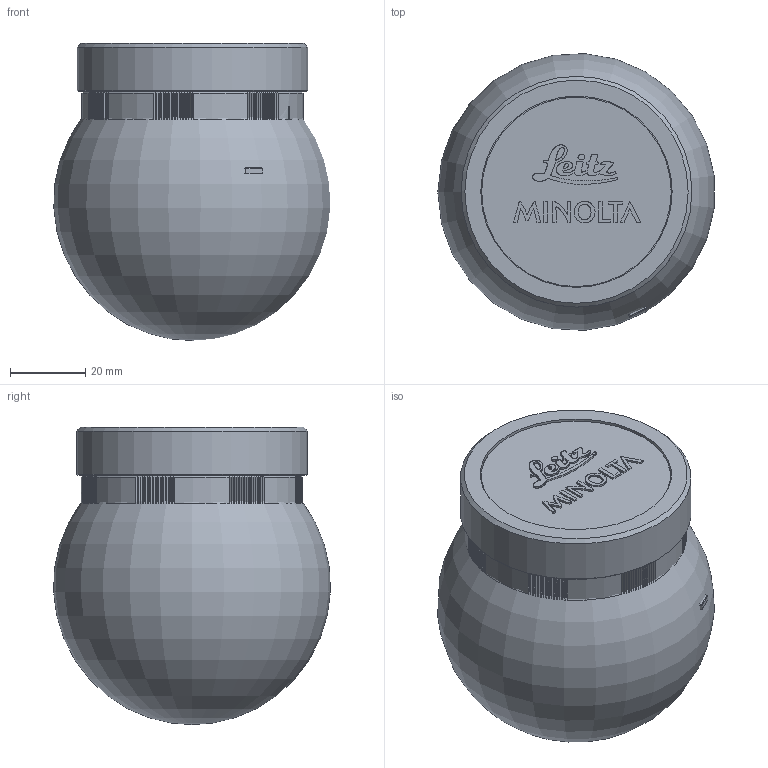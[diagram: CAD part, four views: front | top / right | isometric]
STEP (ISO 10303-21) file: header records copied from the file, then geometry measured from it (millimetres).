
FILE_DESCRIPTION(/* description */ (''),/* implementation_level */ '2;1');
FILE_NAME(/* name */ 'sam7_5_MFT-LM_facePlate',/* time_stamp */ '2023-10-09T20:27:02-04:00',/* author */ ('George Moua'),/* organization */ ('Archive 663'),/* preprocessor_version */ 'ST-DEVELOPER v16.7',/* originating_system */ 'Solid Edge',/* authorisation */ 'Unknown');
FILE_SCHEMA (('AUTOMOTIVE_DESIGN {1 0 10303 214 3 1 1}'));
Length unit declared in the file: millimetre
Products named in the file (15): sam7_5_MFT-LM; sam7_5_MFT-LM_mount_LM; sam7_5_MFT-LM_focusTrack_LM_forCNC; sam7_5_MFT-LM_indicatorRing; sam7_5_MFT-LM_apertureRing; sam7_5_MFT-LM_focusRing; sam7_5_MFT-LM_rearCap_LM; sam7_5_MFT-LM_faceplate; sam7_5_MFT-LM_lensCap; sam7_5_MFT-LM_apertureArmTemplate; sam7_5_MFT-LM_apertureArmBuck; sam7_5_MFT-LM_lensCapNameplate; sam7_5_MFT-LM_samyangRearElement_001; sam7_5_MFT-LM_frontElement; sam7_5_MFT-LM_apertureArm
Assembly tree (14 placements, depth 2):
  sam7_5_MFT-LM
    sam7_5_MFT-LM_mount_LM
    sam7_5_MFT-LM_focusTrack_LM_forCNC
    sam7_5_MFT-LM_indicatorRing
    sam7_5_MFT-LM_apertureRing
    sam7_5_MFT-LM_focusRing
    sam7_5_MFT-LM_rearCap_LM
    sam7_5_MFT-LM_faceplate
    sam7_5_MFT-LM_lensCap
    sam7_5_MFT-LM_apertureArmTemplate
    sam7_5_MFT-LM_apertureArmBuck
    sam7_5_MFT-LM_lensCapNameplate
    sam7_5_MFT-LM_samyangRearElement_001
    sam7_5_MFT-LM_frontElement
    sam7_5_MFT-LM_apertureArm
Bounding box: 73.64 x 73.77 x 79.2 mm (x, y, z)
Volume: 246443.4 mm3; surface area: 74132.2 mm2
Topology: 14 solids, 14 shells, 1607 faces, 4252 edges, 2695 vertices
Faces by surface type: cylinder 713, plane 625, cone 261, sphere 3, bspline 3, torus 2
Full cylindrical faces by diameter (mm): 1.2 x1, 1.3 x7, 1.5 x1, 1.6 x4, 1.8 x4, 2 x4, 3 x2, 4 x1, 18 x1, 38 x1, 39.5 x1, 40.9 x1, 42 x1, 44 x1, 44.9 x1, 45.1 x1, 47 x1, 50.1 x1, 50.5 x1, 51 x4, 52 x2, 52.4 x1, 55.2 x1, 55.5 x1, 57 x1, 59 x2, 61.5 x1
Entity records: 50594 total; most frequent: CARTESIAN_POINT 10616, DIRECTION 8502, ORIENTED_EDGE 8256, EDGE_CURVE 4128, AXIS2_PLACEMENT_3D 3360, VERTEX_POINT 2644, LINE 1782, VECTOR 1782
